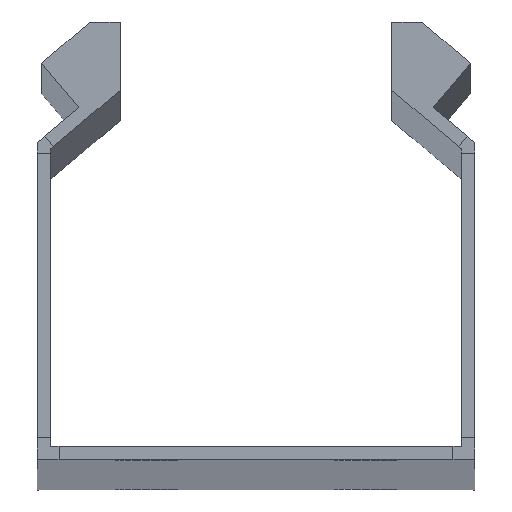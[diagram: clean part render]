
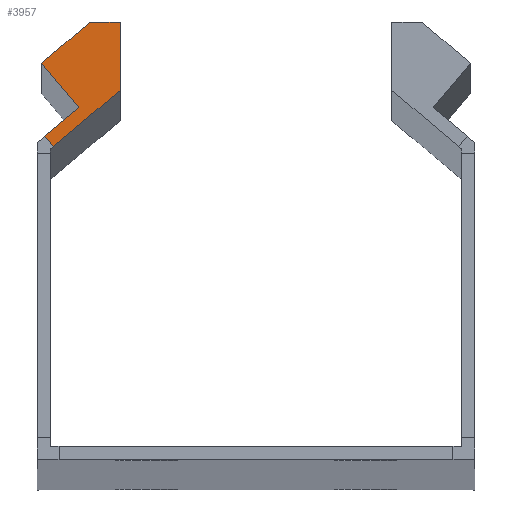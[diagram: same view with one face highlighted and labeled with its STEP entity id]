
A CAD part, top view. The second image highlights one B-rep face of the part: STEP entity #3957.
In plain terms, the highlighted planar face has unit normal (0, 0, 1).
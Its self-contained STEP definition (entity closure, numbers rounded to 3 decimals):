
#28 = LINE ( 'NONE', #915, #1855 ) ;
#64 = CARTESIAN_POINT ( 'NONE',  ( -24.107, 36.915, 1000. ) ) ;
#73 = VECTOR ( 'NONE', #3001, 1000. ) ;
#103 = VERTEX_POINT ( 'NONE', #3437 ) ;
#132 = VECTOR ( 'NONE', #3155, 1000. ) ;
#282 = LINE ( 'NONE', #2945, #1864 ) ;
#540 = LINE ( 'NONE', #3383, #3755 ) ;
#550 = EDGE_CURVE ( 'NONE', #1744, #2744, #540, .T. ) ;
#552 = CARTESIAN_POINT ( 'NONE',  ( -17.357, 42.579, 1000. ) ) ;
#602 = DIRECTION ( 'NONE',  ( -0.766, -0.643, 0. ) ) ;
#611 = CARTESIAN_POINT ( 'NONE',  ( -24.5, 45.276, 1000. ) ) ;
#642 = DIRECTION ( 'NONE',  ( 0.643, -0.766, 0. ) ) ;
#708 = VECTOR ( 'NONE', #602, 1000. ) ;
#719 = ORIENTED_EDGE ( 'NONE', *, *, #2012, .T. ) ;
#821 = ORIENTED_EDGE ( 'NONE', *, *, #3767, .T. ) ;
#858 = FACE_OUTER_BOUND ( 'NONE', #3516, .T. ) ;
#886 = VERTEX_POINT ( 'NONE', #3574 ) ;
#915 = CARTESIAN_POINT ( 'NONE',  ( -16.393, 41.43, 1000. ) ) ;
#1106 = ORIENTED_EDGE ( 'NONE', *, *, #3659, .T. ) ;
#1128 = ORIENTED_EDGE ( 'NONE', *, *, #550, .F. ) ;
#1436 = CARTESIAN_POINT ( 'NONE',  ( -16.393, 41.43, 1000. ) ) ;
#1547 = ORIENTED_EDGE ( 'NONE', *, *, #2136, .T. ) ;
#1704 = DIRECTION ( 'NONE',  ( -0.766, -0.643, 0. ) ) ;
#1721 = AXIS2_PLACEMENT_3D ( 'NONE', #1436, #1746, #1704 ) ;
#1744 = VERTEX_POINT ( 'NONE', #2964 ) ;
#1746 = DIRECTION ( 'NONE',  ( 0., 0., 1. ) ) ;
#1756 = PLANE ( 'NONE',  #1721 ) ;
#1761 = ORIENTED_EDGE ( 'NONE', *, *, #3124, .F. ) ;
#1776 = LINE ( 'NONE', #611, #3312 ) ;
#1855 = VECTOR ( 'NONE', #3086, 1000. ) ;
#1864 = VECTOR ( 'NONE', #2622, 1000. ) ;
#2012 = EDGE_CURVE ( 'NONE', #886, #4013, #1776, .T. ) ;
#2064 = VERTEX_POINT ( 'NONE', #4024 ) ;
#2136 = EDGE_CURVE ( 'NONE', #2064, #2648, #2788, .T. ) ;
#2142 = LINE ( 'NONE', #3425, #708 ) ;
#2196 = LINE ( 'NONE', #552, #73 ) ;
#2253 = ORIENTED_EDGE ( 'NONE', *, *, #2317, .T. ) ;
#2317 = EDGE_CURVE ( 'NONE', #2648, #103, #282, .T. ) ;
#2622 = DIRECTION ( 'NONE',  ( -1., 0., 0. ) ) ;
#2648 = VERTEX_POINT ( 'NONE', #3402 ) ;
#2744 = VERTEX_POINT ( 'NONE', #64 ) ;
#2788 = LINE ( 'NONE', #2848, #132 ) ;
#2848 = CARTESIAN_POINT ( 'NONE',  ( -15.5, 42.179, 1000. ) ) ;
#2945 = CARTESIAN_POINT ( 'NONE',  ( -15.5, 49.966, 1000. ) ) ;
#2964 = CARTESIAN_POINT ( 'NONE',  ( -23.143, 35.766, 1000. ) ) ;
#3001 = DIRECTION ( 'NONE',  ( -0.766, -0.643, 0. ) ) ;
#3086 = DIRECTION ( 'NONE',  ( -0.766, -0.643, 0. ) ) ;
#3124 = EDGE_CURVE ( 'NONE', #2064, #1744, #28, .T. ) ;
#3155 = DIRECTION ( 'NONE',  ( 0., 1., 0. ) ) ;
#3312 = VECTOR ( 'NONE', #642, 1000. ) ;
#3383 = CARTESIAN_POINT ( 'NONE',  ( -23.143, 35.766, 1000. ) ) ;
#3402 = CARTESIAN_POINT ( 'NONE',  ( -15.5, 49.966, 1000. ) ) ;
#3425 = CARTESIAN_POINT ( 'NONE',  ( -15.5, 52.828, 1000. ) ) ;
#3437 = CARTESIAN_POINT ( 'NONE',  ( -18.91, 49.966, 1000. ) ) ;
#3516 = EDGE_LOOP ( 'NONE', ( #1128, #1761, #1547, #2253, #821, #719, #1106 ) ) ;
#3574 = CARTESIAN_POINT ( 'NONE',  ( -24.5, 45.276, 1000. ) ) ;
#3659 = EDGE_CURVE ( 'NONE', #4013, #2744, #2196, .T. ) ;
#3755 = VECTOR ( 'NONE', #3983, 1000. ) ;
#3767 = EDGE_CURVE ( 'NONE', #103, #886, #2142, .T. ) ;
#3876 = CARTESIAN_POINT ( 'NONE',  ( -20.221, 40.176, 1000. ) ) ;
#3957 = ADVANCED_FACE ( 'NONE', ( #858 ), #1756, .T. ) ;
#3983 = DIRECTION ( 'NONE',  ( -0.643, 0.766, 0. ) ) ;
#4013 = VERTEX_POINT ( 'NONE', #3876 ) ;
#4024 = CARTESIAN_POINT ( 'NONE',  ( -15.5, 42.179, 1000. ) ) ;
